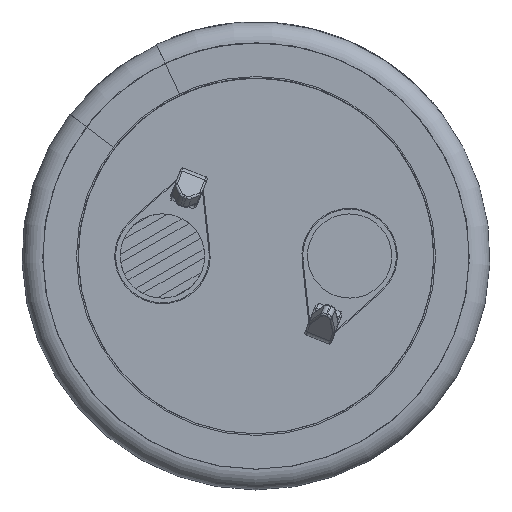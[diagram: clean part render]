
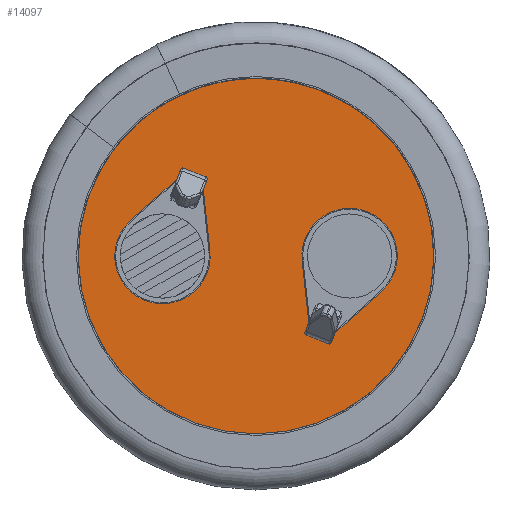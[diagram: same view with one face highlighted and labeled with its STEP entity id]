
A CAD part, front view. The second image highlights one B-rep face of the part: STEP entity #14097.
In plain terms, the highlighted planar face has unit normal (0, -1, 0).
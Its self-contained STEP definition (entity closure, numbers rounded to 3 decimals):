
#889=LINE('',#18187,#1542);
#890=LINE('',#18190,#1543);
#891=LINE('',#18192,#1544);
#892=LINE('',#18195,#1545);
#893=LINE('',#18198,#1546);
#894=LINE('',#18200,#1547);
#1542=VECTOR('',#15737,1000.);
#1543=VECTOR('',#15738,1000.);
#1544=VECTOR('',#15739,1000.);
#1545=VECTOR('',#15742,1000.);
#1546=VECTOR('',#15743,1000.);
#1547=VECTOR('',#15744,1000.);
#2242=ORIENTED_EDGE('',*,*,#5233,.T.);
#2243=ORIENTED_EDGE('',*,*,#5234,.F.);
#2244=ORIENTED_EDGE('',*,*,#5235,.F.);
#2245=ORIENTED_EDGE('',*,*,#5236,.F.);
#2246=ORIENTED_EDGE('',*,*,#5237,.F.);
#2247=ORIENTED_EDGE('',*,*,#5238,.T.);
#2248=ORIENTED_EDGE('',*,*,#5239,.T.);
#2249=ORIENTED_EDGE('',*,*,#5240,.T.);
#2250=ORIENTED_EDGE('',*,*,#5241,.T.);
#5233=EDGE_CURVE('',#6724,#6724,#7668,.T.);
#5234=EDGE_CURVE('',#6725,#6726,#889,.T.);
#5235=EDGE_CURVE('',#6727,#6725,#890,.T.);
#5236=EDGE_CURVE('',#6728,#6727,#891,.T.);
#5237=EDGE_CURVE('',#6726,#6728,#7669,.T.);
#5238=EDGE_CURVE('',#6729,#6730,#892,.T.);
#5239=EDGE_CURVE('',#6730,#6731,#893,.T.);
#5240=EDGE_CURVE('',#6731,#6732,#894,.T.);
#5241=EDGE_CURVE('',#6732,#6729,#7670,.T.);
#6724=VERTEX_POINT('',#18186);
#6725=VERTEX_POINT('',#18188);
#6726=VERTEX_POINT('',#18189);
#6727=VERTEX_POINT('',#18191);
#6728=VERTEX_POINT('',#18193);
#6729=VERTEX_POINT('',#18196);
#6730=VERTEX_POINT('',#18197);
#6731=VERTEX_POINT('',#18199);
#6732=VERTEX_POINT('',#18201);
#7668=CIRCLE('',#14762,9.59);
#7669=CIRCLE('',#14763,2.55);
#7670=CIRCLE('',#14764,2.55);
#8042=EDGE_LOOP('',(#2242));
#8043=EDGE_LOOP('',(#2243,#2244,#2245,#2246));
#8044=EDGE_LOOP('',(#2247,#2248,#2249,#2250));
#8769=FACE_BOUND('',#8042,.T.);
#8770=FACE_BOUND('',#8043,.T.);
#8771=FACE_BOUND('',#8044,.T.);
#9490=PLANE('',#14761);
#14097=ADVANCED_FACE('',(#8769,#8770,#8771),#9490,.T.);
#14761=AXIS2_PLACEMENT_3D('',#18184,#15733,#15734);
#14762=AXIS2_PLACEMENT_3D('',#18185,#15735,#15736);
#14763=AXIS2_PLACEMENT_3D('',#18194,#15740,#15741);
#14764=AXIS2_PLACEMENT_3D('',#18202,#15745,#15746);
#15733=DIRECTION('',(0.,-1.,0.));
#15734=DIRECTION('',(0.,0.,-1.));
#15735=DIRECTION('',(0.,-1.,0.));
#15736=DIRECTION('',(0.,0.,-1.));
#15737=DIRECTION('',(-0.748,0.,-0.664));
#15738=DIRECTION('',(-0.933,0.,0.36));
#15739=DIRECTION('',(-0.108,0.,0.994));
#15740=DIRECTION('',(0.,-1.,0.));
#15741=DIRECTION('',(0.,0.,1.));
#15742=DIRECTION('',(-0.748,0.,-0.664));
#15743=DIRECTION('',(-0.933,0.,0.36));
#15744=DIRECTION('',(-0.108,0.,0.994));
#15745=DIRECTION('',(0.,1.,0.));
#15746=DIRECTION('',(0.,0.,-1.));
#18184=CARTESIAN_POINT('',(0.,0.,0.));
#18185=CARTESIAN_POINT('',(0.,0.,0.));
#18186=CARTESIAN_POINT('',(0.,0.,-9.59));
#18187=CARTESIAN_POINT('',(-4.27,0.,4.059));
#18188=CARTESIAN_POINT('',(-4.27,0.,4.059));
#18189=CARTESIAN_POINT('',(-6.694,0.,1.906));
#18190=CARTESIAN_POINT('',(-2.814,0.,3.497));
#18191=CARTESIAN_POINT('',(-2.814,0.,3.497));
#18192=CARTESIAN_POINT('',(-2.465,0.,0.274));
#18193=CARTESIAN_POINT('',(-2.465,0.,0.274));
#18194=CARTESIAN_POINT('',(-5.,0.,0.));
#18195=CARTESIAN_POINT('',(6.694,0.,-1.906));
#18196=CARTESIAN_POINT('',(6.694,0.,-1.906));
#18197=CARTESIAN_POINT('',(4.27,0.,-4.059));
#18198=CARTESIAN_POINT('',(4.27,0.,-4.059));
#18199=CARTESIAN_POINT('',(2.814,0.,-3.497));
#18200=CARTESIAN_POINT('',(2.814,0.,-3.497));
#18201=CARTESIAN_POINT('',(2.465,0.,-0.274));
#18202=CARTESIAN_POINT('',(5.,0.,0.));
